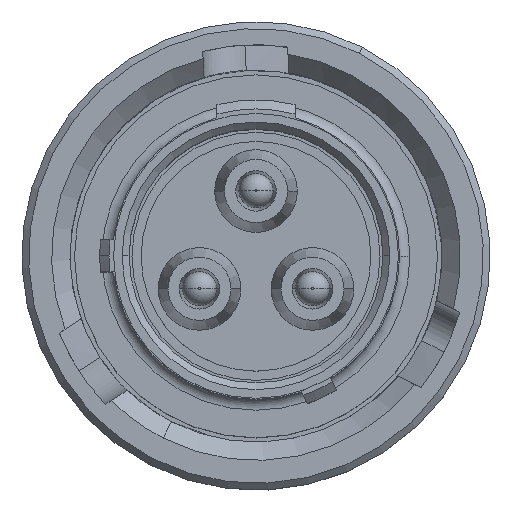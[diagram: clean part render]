
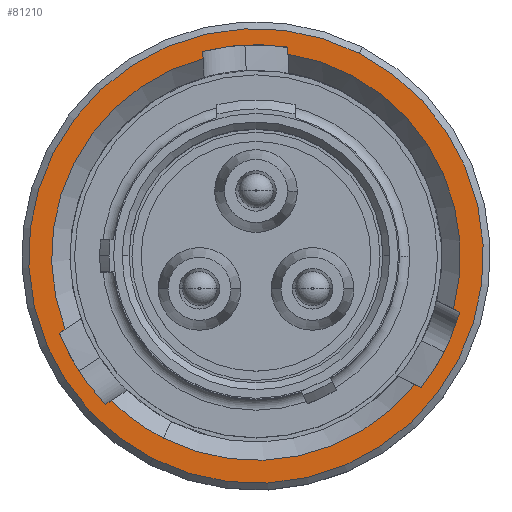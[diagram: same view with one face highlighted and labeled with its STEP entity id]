
A CAD part, top view. The second image highlights one B-rep face of the part: STEP entity #81210.
In plain terms, the highlighted planar face has unit normal (0, 0, 1).
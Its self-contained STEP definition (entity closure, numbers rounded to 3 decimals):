
#618 = VECTOR ( 'NONE', #50244, 1000. ) ;
#2900 = VECTOR ( 'NONE', #34639, 1000. ) ;
#3201 = DIRECTION ( 'NONE',  ( -0.454, -0.891, 0. ) ) ;
#3320 = ORIENTED_EDGE ( 'NONE', *, *, #44260, .F. ) ;
#5268 = AXIS2_PLACEMENT_3D ( 'NONE', #255287, #129162, #3201 ) ;
#5824 = AXIS2_PLACEMENT_3D ( 'NONE', #163579, #37638, #184690 ) ;
#7542 = AXIS2_PLACEMENT_3D ( 'NONE', #184707, #58786, #206005 ) ;
#11871 = CIRCLE ( 'NONE', #149455, 4.45 ) ;
#13037 = CARTESIAN_POINT ( 'NONE',  ( -2.247, -4.41, 16.54 ) ) ;
#13495 = CARTESIAN_POINT ( 'NONE',  ( -3.275, -3.23, 16.54 ) ) ;
#16113 = CARTESIAN_POINT ( 'NONE',  ( 3.595, -2.87, 16.54 ) ) ;
#16592 = DIRECTION ( 'NONE',  ( 0.891, -0.454, 0. ) ) ;
#17702 = VERTEX_POINT ( 'NONE', #43988 ) ;
#21375 = EDGE_CURVE ( 'NONE', #35675, #212248, #37876, .T. ) ;
#21739 = ORIENTED_EDGE ( 'NONE', *, *, #21375, .T. ) ;
#23779 = EDGE_CURVE ( 'NONE', #241624, #92915, #125286, .T. ) ;
#24656 = CIRCLE ( 'NONE', #126920, 4.45 ) ;
#24838 = EDGE_LOOP ( 'NONE', ( #21739, #127979 ) ) ;
#24882 = ORIENTED_EDGE ( 'NONE', *, *, #193071, .F. ) ;
#27510 = AXIS2_PLACEMENT_3D ( 'NONE', #91445, #238673, #112490 ) ;
#28284 = VERTEX_POINT ( 'NONE', #230314 ) ;
#28565 = ORIENTED_EDGE ( 'NONE', *, *, #264907, .F. ) ;
#31782 = CIRCLE ( 'NONE', #27510, 4.6 ) ;
#32750 = CARTESIAN_POINT ( 'NONE',  ( 0., 0., 16.54 ) ) ;
#33153 = LINE ( 'NONE', #100285, #250364 ) ;
#34639 = DIRECTION ( 'NONE',  ( 0.839, 0.545, 0. ) ) ;
#35675 = VERTEX_POINT ( 'NONE', #70226 ) ;
#37638 = DIRECTION ( 'NONE',  ( 0., 0., 1. ) ) ;
#37876 = CIRCLE ( 'NONE', #5824, 4.95 ) ;
#37903 = CARTESIAN_POINT ( 'NONE',  ( -1.152, 4.298, 16.54 ) ) ;
#38559 = VECTOR ( 'NONE', #195955, 1000. ) ;
#39853 = VERTEX_POINT ( 'NONE', #137890 ) ;
#40552 = CIRCLE ( 'NONE', #5268, 4.45 ) ;
#43988 = CARTESIAN_POINT ( 'NONE',  ( 3.458, -2.8, 16.54 ) ) ;
#44260 = EDGE_CURVE ( 'NONE', #39853, #241624, #199799, .T. ) ;
#44595 = DIRECTION ( 'NONE',  ( 0., 0., 1. ) ) ;
#47410 = DIRECTION ( 'NONE',  ( 0., 0., 1. ) ) ;
#50244 = DIRECTION ( 'NONE',  ( -0.891, 0.454, 0. ) ) ;
#53823 = DIRECTION ( 'NONE',  ( -0.454, -0.891, 0. ) ) ;
#55399 = LINE ( 'NONE', #237094, #167301 ) ;
#58736 = CARTESIAN_POINT ( 'NONE',  ( 4.435, -1.222, 16.54 ) ) ;
#58786 = DIRECTION ( 'NONE',  ( 0., 0., -1. ) ) ;
#63411 = ORIENTED_EDGE ( 'NONE', *, *, #84023, .F. ) ;
#64714 = ORIENTED_EDGE ( 'NONE', *, *, #68468, .F. ) ;
#68360 = VERTEX_POINT ( 'NONE', #150758 ) ;
#68468 = EDGE_CURVE ( 'NONE', #247742, #87678, #241476, .T. ) ;
#70226 = CARTESIAN_POINT ( 'NONE',  ( 2.247, 4.41, 16.54 ) ) ;
#78985 = CARTESIAN_POINT ( 'NONE',  ( 4.298, -1.152, 16.54 ) ) ;
#80157 = VECTOR ( 'NONE', #110210, 1000. ) ;
#81210 = ADVANCED_FACE ( 'NONE', ( #206043, #156655 ), #100222, .F. ) ;
#84023 = EDGE_CURVE ( 'NONE', #174541, #28284, #24656, .T. ) ;
#84904 = ORIENTED_EDGE ( 'NONE', *, *, #145155, .F. ) ;
#85324 = ORIENTED_EDGE ( 'NONE', *, *, #95457, .F. ) ;
#86424 = EDGE_CURVE ( 'NONE', #248966, #164241, #94788, .T. ) ;
#87678 = VERTEX_POINT ( 'NONE', #37903 ) ;
#88972 = EDGE_CURVE ( 'NONE', #212248, #35675, #135394, .T. ) ;
#89894 = CARTESIAN_POINT ( 'NONE',  ( 4.435, -1.222, 16.54 ) ) ;
#89993 = ORIENTED_EDGE ( 'NONE', *, *, #92784, .F. ) ;
#90155 = VERTEX_POINT ( 'NONE', #145379 ) ;
#91445 = CARTESIAN_POINT ( 'NONE',  ( 0., 0., 16.54 ) ) ;
#92784 = EDGE_CURVE ( 'NONE', #17702, #248966, #33153, .T. ) ;
#92915 = VERTEX_POINT ( 'NONE', #148907 ) ;
#94788 = CIRCLE ( 'NONE', #120984, 4.6 ) ;
#95457 = EDGE_CURVE ( 'NONE', #28284, #90155, #55399, .T. ) ;
#99365 = DIRECTION ( 'NONE',  ( 0., 0., 1. ) ) ;
#100222 = PLANE ( 'NONE',  #7542 ) ;
#100285 = CARTESIAN_POINT ( 'NONE',  ( 3.595, -2.87, 16.54 ) ) ;
#103071 = EDGE_CURVE ( 'NONE', #90155, #247742, #31782, .T. ) ;
#108099 = EDGE_LOOP ( 'NONE', ( #199865, #3320, #24882, #64714, #270756, #85324, #63411, #28565, #249710, #89993, #143642, #234883, #84904 ) ) ;
#110210 = DIRECTION ( 'NONE',  ( 0.052, -0.999, 0. ) ) ;
#111860 = CARTESIAN_POINT ( 'NONE',  ( 0., 0., 16.54 ) ) ;
#112490 = DIRECTION ( 'NONE',  ( 0.999, 0.052, 0. ) ) ;
#117521 = DIRECTION ( 'NONE',  ( 0., 0., 1. ) ) ;
#120984 = AXIS2_PLACEMENT_3D ( 'NONE', #170594, #44595, #191719 ) ;
#125286 = CIRCLE ( 'NONE', #147169, 4.6 ) ;
#126920 = AXIS2_PLACEMENT_3D ( 'NONE', #225430, #99365, #246595 ) ;
#127979 = ORIENTED_EDGE ( 'NONE', *, *, #88972, .T. ) ;
#129162 = DIRECTION ( 'NONE',  ( 0., 0., 1. ) ) ;
#131882 = CARTESIAN_POINT ( 'NONE',  ( -1.16, 4.451, 16.54 ) ) ;
#133061 = DIRECTION ( 'NONE',  ( -0.545, 0.839, 0. ) ) ;
#135394 = CIRCLE ( 'NONE', #252396, 4.95 ) ;
#137890 = CARTESIAN_POINT ( 'NONE',  ( -4.154, -1.595, 16.54 ) ) ;
#143642 = ORIENTED_EDGE ( 'NONE', *, *, #187373, .F. ) ;
#145155 = EDGE_CURVE ( 'NONE', #92915, #68360, #170690, .T. ) ;
#145379 = CARTESIAN_POINT ( 'NONE',  ( 0.688, 4.548, 16.54 ) ) ;
#147169 = AXIS2_PLACEMENT_3D ( 'NONE', #111860, #259201, #133061 ) ;
#148907 = CARTESIAN_POINT ( 'NONE',  ( -3.275, -3.23, 16.54 ) ) ;
#149455 = AXIS2_PLACEMENT_3D ( 'NONE', #243716, #117521, #264857 ) ;
#150566 = DIRECTION ( 'NONE',  ( -0.052, 0.999, 0. ) ) ;
#150758 = CARTESIAN_POINT ( 'NONE',  ( -3.147, -3.146, 16.54 ) ) ;
#153109 = VERTEX_POINT ( 'NONE', #196327 ) ;
#154007 = EDGE_CURVE ( 'NONE', #68360, #153109, #183410, .T. ) ;
#156655 = FACE_OUTER_BOUND ( 'NONE', #24838, .T. ) ;
#163579 = CARTESIAN_POINT ( 'NONE',  ( 0., 0., 16.54 ) ) ;
#164241 = VERTEX_POINT ( 'NONE', #58736 ) ;
#167301 = VECTOR ( 'NONE', #150566, 1000. ) ;
#170594 = CARTESIAN_POINT ( 'NONE',  ( 0., 0., 16.54 ) ) ;
#170690 = LINE ( 'NONE', #13495, #2900 ) ;
#173413 = CARTESIAN_POINT ( 'NONE',  ( 0., 0., 16.54 ) ) ;
#174541 = VERTEX_POINT ( 'NONE', #78985 ) ;
#179812 = DIRECTION ( 'NONE',  ( 0., 0., 1. ) ) ;
#180474 = AXIS2_PLACEMENT_3D ( 'NONE', #173413, #47410, #194530 ) ;
#181637 = CARTESIAN_POINT ( 'NONE',  ( -4.283, -1.678, 16.54 ) ) ;
#183410 = CIRCLE ( 'NONE', #180474, 4.45 ) ;
#184690 = DIRECTION ( 'NONE',  ( -0.454, -0.891, 0. ) ) ;
#184707 = CARTESIAN_POINT ( 'NONE',  ( 3.965, -2.02, 16.54 ) ) ;
#187373 = EDGE_CURVE ( 'NONE', #153109, #17702, #11871, .T. ) ;
#191719 = DIRECTION ( 'NONE',  ( -0.454, -0.891, 0. ) ) ;
#193071 = EDGE_CURVE ( 'NONE', #87678, #39853, #40552, .T. ) ;
#194530 = DIRECTION ( 'NONE',  ( -0.454, -0.891, 0. ) ) ;
#195955 = DIRECTION ( 'NONE',  ( -0.839, -0.545, 0. ) ) ;
#196327 = CARTESIAN_POINT ( 'NONE',  ( -2.02, -3.965, 16.54 ) ) ;
#199799 = LINE ( 'NONE', #218117, #38559 ) ;
#199865 = ORIENTED_EDGE ( 'NONE', *, *, #23779, .F. ) ;
#206005 = DIRECTION ( 'NONE',  ( 0.454, 0.891, 0. ) ) ;
#206043 = FACE_BOUND ( 'NONE', #108099, .T. ) ;
#212248 = VERTEX_POINT ( 'NONE', #13037 ) ;
#216034 = CARTESIAN_POINT ( 'NONE',  ( -1.16, 4.451, 16.54 ) ) ;
#218117 = CARTESIAN_POINT ( 'NONE',  ( -4.283, -1.678, 16.54 ) ) ;
#224532 = LINE ( 'NONE', #89894, #618 ) ;
#225430 = CARTESIAN_POINT ( 'NONE',  ( 0., 0., 16.54 ) ) ;
#230314 = CARTESIAN_POINT ( 'NONE',  ( 0.696, 4.395, 16.54 ) ) ;
#234883 = ORIENTED_EDGE ( 'NONE', *, *, #154007, .F. ) ;
#237094 = CARTESIAN_POINT ( 'NONE',  ( 0.688, 4.548, 16.54 ) ) ;
#238673 = DIRECTION ( 'NONE',  ( 0., 0., 1. ) ) ;
#241476 = LINE ( 'NONE', #216034, #80157 ) ;
#241624 = VERTEX_POINT ( 'NONE', #181637 ) ;
#243716 = CARTESIAN_POINT ( 'NONE',  ( 0., 0., 16.54 ) ) ;
#246595 = DIRECTION ( 'NONE',  ( -0.454, -0.891, 0. ) ) ;
#247742 = VERTEX_POINT ( 'NONE', #131882 ) ;
#248966 = VERTEX_POINT ( 'NONE', #16113 ) ;
#249710 = ORIENTED_EDGE ( 'NONE', *, *, #86424, .F. ) ;
#250364 = VECTOR ( 'NONE', #16592, 1000. ) ;
#252396 = AXIS2_PLACEMENT_3D ( 'NONE', #32750, #179812, #53823 ) ;
#255287 = CARTESIAN_POINT ( 'NONE',  ( 0., 0., 16.54 ) ) ;
#259201 = DIRECTION ( 'NONE',  ( 0., 0., 1. ) ) ;
#264857 = DIRECTION ( 'NONE',  ( -0.454, -0.891, 0. ) ) ;
#264907 = EDGE_CURVE ( 'NONE', #164241, #174541, #224532, .T. ) ;
#270756 = ORIENTED_EDGE ( 'NONE', *, *, #103071, .F. ) ;
